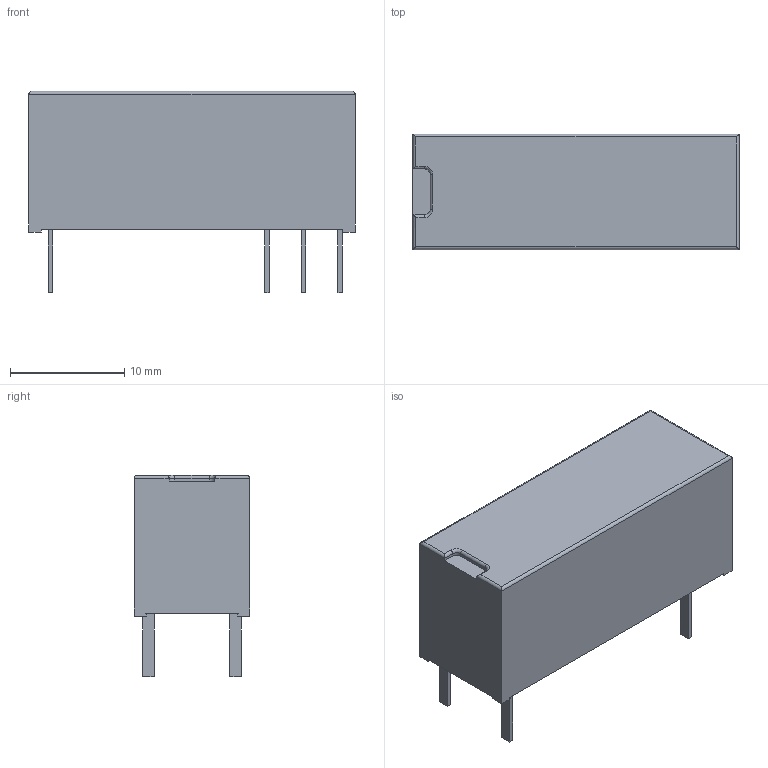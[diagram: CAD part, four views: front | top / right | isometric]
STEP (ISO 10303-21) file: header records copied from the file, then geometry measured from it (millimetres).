
FILE_DESCRIPTION(('FreeCAD Model'),'2;1');
FILE_NAME('Relay_1-Form-C_Schrack-RYII_RM3.2mm.step','2018-01-14T17:32:24',( 'kicad StepUp'),('ksu MCAD'),'Open CASCADE STEP processor 6.8', 'FreeCAD','Unknown');
FILE_SCHEMA(('AUTOMOTIVE_DESIGN_CC2 { 1 2 10303 214 -1 1 5 4 }'));
Length unit declared in the file: millimetre
Products named in the file (1): Relay_1-Form-C_Schrack-RYII_RM3.2mm
Bounding box: 28.5 x 10.1 x 17.6 mm (x, y, z)
Volume: 3490.4 mm3; surface area: 1582.4 mm2
Topology: 1 solids, 1 shells, 55 faces, 134 edges, 86 vertices
Faces by surface type: plane 43, cylinder 10, torus 2
Entity records: 1129 total; most frequent: ORIENTED_EDGE 186, CARTESIAN_POINT 162, EDGE_CURVE 134, LINE 114, VERTEX_POINT 86, AXIS2_PLACEMENT_3D 69, FACE_BOUND 60, EDGE_LOOP 60
